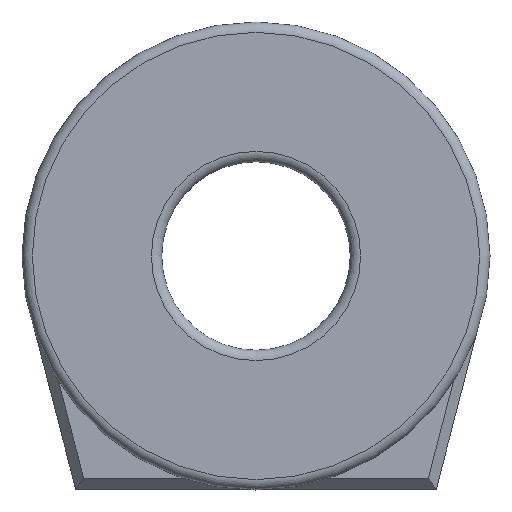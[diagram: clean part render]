
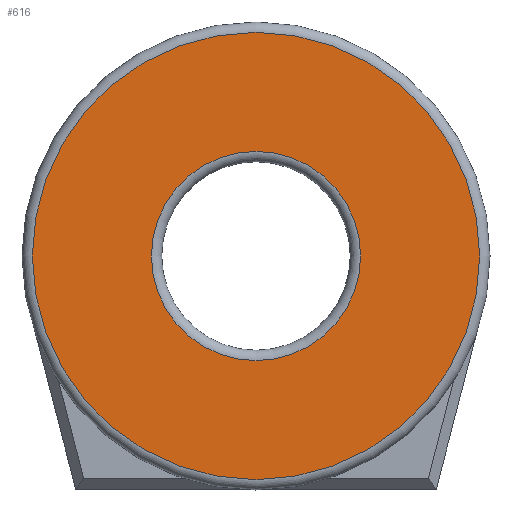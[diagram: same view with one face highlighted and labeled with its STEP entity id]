
A CAD part, front view. The second image highlights one B-rep face of the part: STEP entity #616.
In plain terms, the highlighted planar face has unit normal (0, -1, 0).
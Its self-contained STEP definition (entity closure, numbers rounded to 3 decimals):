
#32=FACE_BOUND('',#120,.T.);
#47=PLANE('',#683);
#76=FACE_OUTER_BOUND('',#119,.T.);
#119=EDGE_LOOP('',(#498,#499));
#120=EDGE_LOOP('',(#500,#501));
#222=CIRCLE('',#680,10.8);
#223=CIRCLE('',#681,10.8);
#225=CIRCLE('',#684,5.05);
#226=CIRCLE('',#685,5.05);
#289=VERTEX_POINT('',#1117);
#290=VERTEX_POINT('',#1119);
#291=VERTEX_POINT('',#1124);
#292=VERTEX_POINT('',#1125);
#364=EDGE_CURVE('',#289,#290,#222,.T.);
#365=EDGE_CURVE('',#290,#289,#223,.T.);
#367=EDGE_CURVE('',#291,#292,#225,.T.);
#368=EDGE_CURVE('',#292,#291,#226,.T.);
#498=ORIENTED_EDGE('',*,*,#365,.F.);
#499=ORIENTED_EDGE('',*,*,#364,.F.);
#500=ORIENTED_EDGE('',*,*,#367,.F.);
#501=ORIENTED_EDGE('',*,*,#368,.F.);
#616=ADVANCED_FACE('',(#76,#32),#47,.T.);
#680=AXIS2_PLACEMENT_3D('',#1120,#833,#834);
#681=AXIS2_PLACEMENT_3D('',#1121,#835,#836);
#683=AXIS2_PLACEMENT_3D('',#1123,#839,#840);
#684=AXIS2_PLACEMENT_3D('',#1126,#841,#842);
#685=AXIS2_PLACEMENT_3D('',#1127,#843,#844);
#833=DIRECTION('center_axis',(0.,1.,0.));
#834=DIRECTION('ref_axis',(0.,0.,-1.));
#835=DIRECTION('center_axis',(0.,1.,0.));
#836=DIRECTION('ref_axis',(0.,0.,-1.));
#839=DIRECTION('center_axis',(0.,-1.,0.));
#840=DIRECTION('ref_axis',(0.,0.,-1.));
#841=DIRECTION('center_axis',(0.,-1.,0.));
#842=DIRECTION('ref_axis',(0.,0.,-1.));
#843=DIRECTION('center_axis',(0.,-1.,0.));
#844=DIRECTION('ref_axis',(0.,0.,-1.));
#1117=CARTESIAN_POINT('',(0.,-2.85,-10.8));
#1119=CARTESIAN_POINT('',(0.,-2.85,10.8));
#1120=CARTESIAN_POINT('Origin',(0.,-2.85,0.));
#1121=CARTESIAN_POINT('Origin',(0.,-2.85,0.));
#1123=CARTESIAN_POINT('Origin',(0.,-2.85,11.3));
#1124=CARTESIAN_POINT('',(0.,-2.85,5.05));
#1125=CARTESIAN_POINT('',(0.,-2.85,-5.05));
#1126=CARTESIAN_POINT('Origin',(0.,-2.85,0.));
#1127=CARTESIAN_POINT('Origin',(0.,-2.85,0.));
